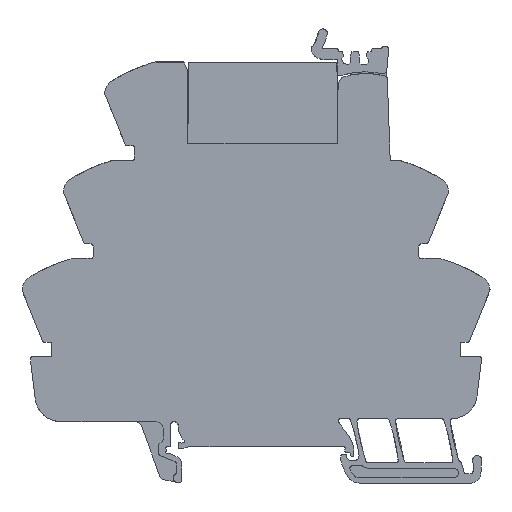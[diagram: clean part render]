
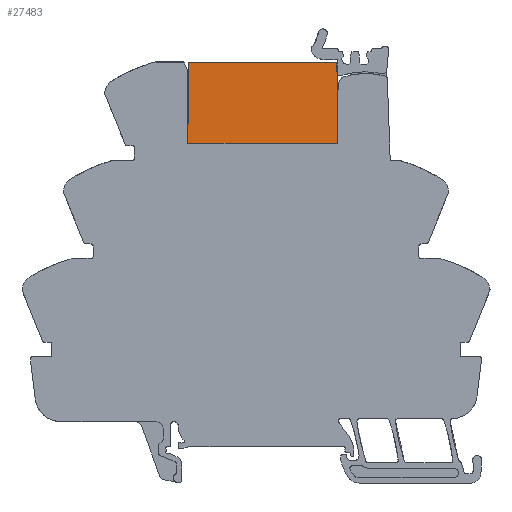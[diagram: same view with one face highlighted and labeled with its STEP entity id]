
A CAD part, left-side view. The second image highlights one B-rep face of the part: STEP entity #27483.
In plain terms, the highlighted planar face has unit normal (-1, 0, 0.011).
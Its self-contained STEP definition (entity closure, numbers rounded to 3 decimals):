
#27470=AXIS2_PLACEMENT_3D('Plane Axis2P3D',#27467,#27468,#27469) ;
#27359=CARTESIAN_POINT('Vertex',(0.264,58.28,81.4)) ;
#27373=CARTESIAN_POINT('Vertex',(0.1,58.445,65.7)) ;
#27376=CARTESIAN_POINT('Line Origine',(0.182,58.362,73.55)) ;
#27397=CARTESIAN_POINT('Vertex',(0.264,29.609,81.4)) ;
#27407=CARTESIAN_POINT('Line Origine',(0.264,43.945,81.4)) ;
#27452=CARTESIAN_POINT('Vertex',(0.1,29.445,65.7)) ;
#27455=CARTESIAN_POINT('Line Origine',(0.1,43.945,65.7)) ;
#27467=CARTESIAN_POINT('Axis2P3D Location',(0.1,57.445,65.7)) ;
#27472=CARTESIAN_POINT('Line Origine',(0.182,29.527,73.55)) ;
#27377=DIRECTION('Vector Direction',(0.01,-0.01,1.)) ;
#27408=DIRECTION('Vector Direction',(0.,-1.,0.)) ;
#27456=DIRECTION('Vector Direction',(0.,-1.,0.)) ;
#27468=DIRECTION('Axis2P3D Direction',(1.,0.,-0.01)) ;
#27469=DIRECTION('Axis2P3D XDirection',(0.,-1.,0.)) ;
#27473=DIRECTION('Vector Direction',(0.01,0.01,1.)) ;
#27378=VECTOR('Line Direction',#27377,1.) ;
#27409=VECTOR('Line Direction',#27408,1.) ;
#27457=VECTOR('Line Direction',#27456,1.) ;
#27474=VECTOR('Line Direction',#27473,1.) ;
#27478=ORIENTED_EDGE('',*,*,#27476,.F.) ;
#27479=ORIENTED_EDGE('',*,*,#27411,.F.) ;
#27480=ORIENTED_EDGE('',*,*,#27380,.F.) ;
#27481=ORIENTED_EDGE('',*,*,#27459,.F.) ;
#27483=ADVANCED_FACE('RSS-RELAIS',(#27482),#27471,.F.) ;
#27380=EDGE_CURVE('',#27374,#27360,#27379,.T.) ;
#27411=EDGE_CURVE('',#27360,#27398,#27410,.T.) ;
#27459=EDGE_CURVE('',#27453,#27374,#27458,.F.) ;
#27476=EDGE_CURVE('',#27398,#27453,#27475,.F.) ;
#27477=EDGE_LOOP('',(#27478,#27479,#27480,#27481)) ;
#27482=FACE_OUTER_BOUND('',#27477,.T.) ;
#27379=LINE('Line',#27376,#27378) ;
#27410=LINE('Line',#27407,#27409) ;
#27458=LINE('Line',#27455,#27457) ;
#27475=LINE('Line',#27472,#27474) ;
#27471=PLANE('',#27470) ;
#27360=VERTEX_POINT('',#27359) ;
#27374=VERTEX_POINT('',#27373) ;
#27398=VERTEX_POINT('',#27397) ;
#27453=VERTEX_POINT('',#27452) ;
